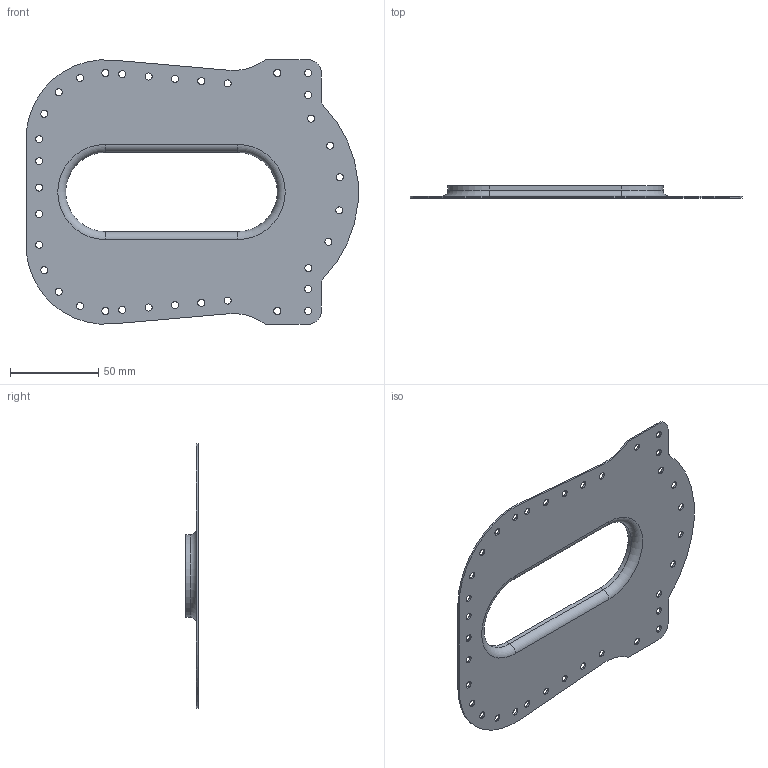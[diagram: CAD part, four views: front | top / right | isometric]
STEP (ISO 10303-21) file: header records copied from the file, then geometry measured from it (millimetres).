
FILE_DESCRIPTION(/* description */ (''),/* implementation_level */ '2;1');
FILE_NAME(/* name */ 'Val13.stp',/* time_stamp */ '2020-12-28T16:21:37-05:00',/* author */ ('Morty'),/* organization */ (''),/* preprocessor_version */ 'ST-DEVELOPER v18.1',/* originating_system */ 'Autodesk Inventor 2021',/* authorisation */ '');
FILE_SCHEMA (('AUTOMOTIVE_DESIGN { 1 0 10303 214 3 1 1 }'));
Length unit declared in the file: millimetre
Products named in the file (1): Val13
Bounding box: 188.26 x 7 x 150 mm (x, y, z)
Volume: 20959.1 mm3; surface area: 43254.6 mm2
Topology: 1 solids, 1 shells, 70 faces, 193 edges, 126 vertices
Faces by surface type: cylinder 52, plane 14, torus 4
Full cylindrical faces by diameter (mm): 4 x35
Entity records: 2466 total; most frequent: DIRECTION 443, CARTESIAN_POINT 390, ORIENTED_EDGE 386, EDGE_CURVE 193, AXIS2_PLACEMENT_3D 179, EDGE_LOOP 143, VERTEX_POINT 126, CIRCLE 108
